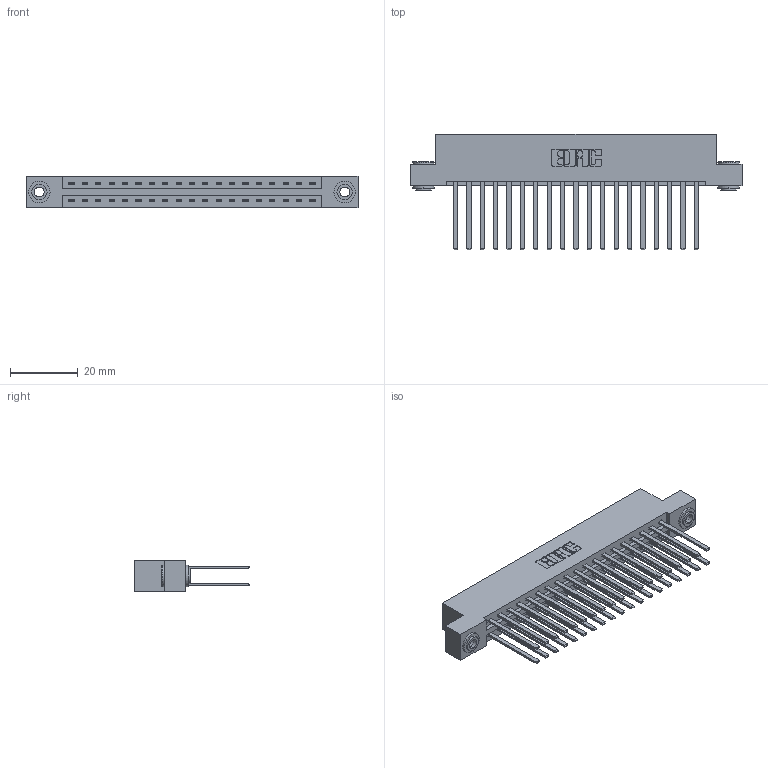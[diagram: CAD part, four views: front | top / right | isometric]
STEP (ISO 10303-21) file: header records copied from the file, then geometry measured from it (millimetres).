
FILE_DESCRIPTION (( 'STEP AP203' ), '1' );
FILE_NAME ('387-038-544-203.STEP', '2018-09-19T05:55:38', ( '' ), ( '' ), 'SwSTEP 2.0', 'SolidWorks 2016', '' );
FILE_SCHEMA (( 'CONFIG_CONTROL_DESIGN' ));
Length unit declared in the file: inch
Products named in the file (4): 337 Part_Flush Mounting Lugs - 0.156 Dia-TH; 345-292-001_345-293-144; 345-250-002_345-250-002-102; 387-038-544-203
Assembly tree (41 placements, depth 2):
  387-038-544-203
    337 Part_Flush Mounting Lugs - 0.156 Dia-TH
    345-292-001_345-293-144  x38
    345-250-002_345-250-002-102  x2
Bounding box: 98.3 x 34.3 x 9.4 mm (x, y, z)
Volume: 10605.4 mm3; surface area: 13730.5 mm2
Topology: 41 solids, 41 shells, 1976 faces, 5821 edges, 3826 vertices
Faces by surface type: plane 1372, cylinder 596, cone 8
Entity records: 18172 total; most frequent: CARTESIAN_POINT 3053, ORIENTED_EDGE 2982, DIRECTION 2669, EDGE_CURVE 1491, LINE 1343, VECTOR 1343, VERTEX_POINT 990, AXIS2_PLACEMENT_3D 663
